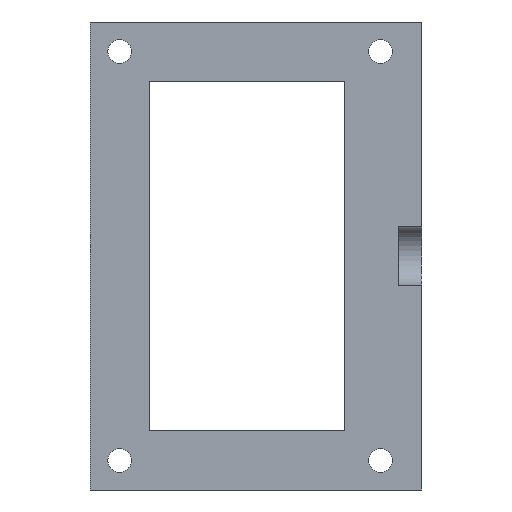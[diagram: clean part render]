
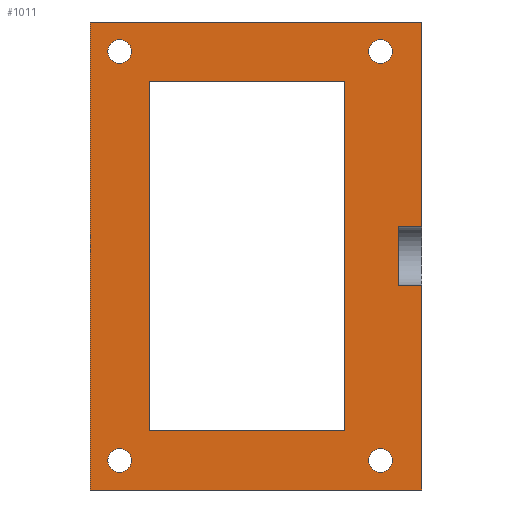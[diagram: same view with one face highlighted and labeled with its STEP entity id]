
A CAD part, left-side view. The second image highlights one B-rep face of the part: STEP entity #1011.
In plain terms, the highlighted planar face has unit normal (-1, 0, 0).
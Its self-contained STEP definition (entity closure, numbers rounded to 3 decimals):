
#25=FACE_BOUND('',#170,.T.);
#26=FACE_BOUND('',#171,.T.);
#27=FACE_BOUND('',#172,.T.);
#28=FACE_BOUND('',#173,.T.);
#29=FACE_BOUND('',#174,.T.);
#69=PLANE('',#1096);
#114=FACE_OUTER_BOUND('',#169,.T.);
#169=EDGE_LOOP('',(#875,#876,#877,#878,#879,#880,#881,#882));
#170=EDGE_LOOP('',(#883,#884,#885,#886));
#171=EDGE_LOOP('',(#887,#888));
#172=EDGE_LOOP('',(#889,#890));
#173=EDGE_LOOP('',(#891,#892));
#174=EDGE_LOOP('',(#893,#894));
#186=LINE('',#1392,#299);
#187=LINE('',#1395,#300);
#188=LINE('',#1397,#301);
#189=LINE('',#1400,#302);
#193=LINE('',#1407,#306);
#203=LINE('',#1460,#316);
#207=LINE('',#1468,#320);
#210=LINE('',#1474,#323);
#213=LINE('',#1479,#326);
#287=LINE('',#1636,#400);
#288=LINE('',#1638,#401);
#289=LINE('',#1639,#402);
#299=VECTOR('',#1119,10.);
#300=VECTOR('',#1122,10.);
#301=VECTOR('',#1125,10.);
#302=VECTOR('',#1128,10.);
#306=VECTOR('',#1132,10.);
#316=VECTOR('',#1180,10.);
#320=VECTOR('',#1186,10.);
#323=VECTOR('',#1191,10.);
#326=VECTOR('',#1196,10.);
#400=VECTOR('',#1342,10.);
#401=VECTOR('',#1343,10.);
#402=VECTOR('',#1344,10.);
#430=CIRCLE('',#1097,2.);
#431=CIRCLE('',#1098,2.);
#432=CIRCLE('',#1099,2.);
#433=CIRCLE('',#1100,2.);
#434=CIRCLE('',#1101,2.);
#435=CIRCLE('',#1102,2.);
#436=CIRCLE('',#1103,2.);
#437=CIRCLE('',#1104,2.);
#438=VERTEX_POINT('',#1388);
#439=VERTEX_POINT('',#1389);
#440=VERTEX_POINT('',#1391);
#441=VERTEX_POINT('',#1393);
#442=VERTEX_POINT('',#1399);
#445=VERTEX_POINT('',#1405);
#468=VERTEX_POINT('',#1458);
#469=VERTEX_POINT('',#1459);
#472=VERTEX_POINT('',#1467);
#474=VERTEX_POINT('',#1473);
#522=VERTEX_POINT('',#1635);
#523=VERTEX_POINT('',#1637);
#524=VERTEX_POINT('',#1640);
#525=VERTEX_POINT('',#1641);
#526=VERTEX_POINT('',#1644);
#527=VERTEX_POINT('',#1645);
#528=VERTEX_POINT('',#1648);
#529=VERTEX_POINT('',#1649);
#530=VERTEX_POINT('',#1652);
#531=VERTEX_POINT('',#1653);
#535=EDGE_CURVE('',#440,#438,#186,.T.);
#537=EDGE_CURVE('',#439,#441,#187,.T.);
#538=EDGE_CURVE('',#441,#440,#188,.T.);
#539=EDGE_CURVE('',#439,#442,#189,.T.);
#543=EDGE_CURVE('',#445,#438,#193,.T.);
#569=EDGE_CURVE('',#468,#469,#203,.T.);
#573=EDGE_CURVE('',#469,#472,#207,.T.);
#576=EDGE_CURVE('',#472,#474,#210,.T.);
#579=EDGE_CURVE('',#474,#468,#213,.T.);
#657=EDGE_CURVE('',#522,#445,#287,.T.);
#658=EDGE_CURVE('',#522,#523,#288,.T.);
#659=EDGE_CURVE('',#523,#442,#289,.T.);
#660=EDGE_CURVE('',#524,#525,#430,.T.);
#661=EDGE_CURVE('',#525,#524,#431,.T.);
#662=EDGE_CURVE('',#526,#527,#432,.T.);
#663=EDGE_CURVE('',#527,#526,#433,.T.);
#664=EDGE_CURVE('',#528,#529,#434,.T.);
#665=EDGE_CURVE('',#529,#528,#435,.T.);
#666=EDGE_CURVE('',#530,#531,#436,.T.);
#667=EDGE_CURVE('',#531,#530,#437,.T.);
#875=ORIENTED_EDGE('',*,*,#535,.T.);
#876=ORIENTED_EDGE('',*,*,#543,.F.);
#877=ORIENTED_EDGE('',*,*,#657,.F.);
#878=ORIENTED_EDGE('',*,*,#658,.T.);
#879=ORIENTED_EDGE('',*,*,#659,.T.);
#880=ORIENTED_EDGE('',*,*,#539,.F.);
#881=ORIENTED_EDGE('',*,*,#537,.T.);
#882=ORIENTED_EDGE('',*,*,#538,.T.);
#883=ORIENTED_EDGE('',*,*,#576,.T.);
#884=ORIENTED_EDGE('',*,*,#579,.T.);
#885=ORIENTED_EDGE('',*,*,#569,.T.);
#886=ORIENTED_EDGE('',*,*,#573,.T.);
#887=ORIENTED_EDGE('',*,*,#660,.T.);
#888=ORIENTED_EDGE('',*,*,#661,.T.);
#889=ORIENTED_EDGE('',*,*,#662,.T.);
#890=ORIENTED_EDGE('',*,*,#663,.T.);
#891=ORIENTED_EDGE('',*,*,#664,.T.);
#892=ORIENTED_EDGE('',*,*,#665,.T.);
#893=ORIENTED_EDGE('',*,*,#666,.T.);
#894=ORIENTED_EDGE('',*,*,#667,.T.);
#1011=ADVANCED_FACE('',(#114,#25,#26,#27,#28,#29),#69,.F.);
#1096=AXIS2_PLACEMENT_3D('',#1634,#1340,#1341);
#1097=AXIS2_PLACEMENT_3D('',#1642,#1345,#1346);
#1098=AXIS2_PLACEMENT_3D('',#1643,#1347,#1348);
#1099=AXIS2_PLACEMENT_3D('',#1646,#1349,#1350);
#1100=AXIS2_PLACEMENT_3D('',#1647,#1351,#1352);
#1101=AXIS2_PLACEMENT_3D('',#1650,#1353,#1354);
#1102=AXIS2_PLACEMENT_3D('',#1651,#1355,#1356);
#1103=AXIS2_PLACEMENT_3D('',#1654,#1357,#1358);
#1104=AXIS2_PLACEMENT_3D('',#1655,#1359,#1360);
#1119=DIRECTION('',(0.,-1.,0.));
#1122=DIRECTION('',(0.,1.,0.));
#1125=DIRECTION('',(0.,0.,1.));
#1128=DIRECTION('',(0.,0.,-1.));
#1132=DIRECTION('',(0.,0.,-1.));
#1180=DIRECTION('',(0.,0.,1.));
#1186=DIRECTION('',(0.,-1.,0.));
#1191=DIRECTION('',(0.,0.,-1.));
#1196=DIRECTION('',(0.,1.,0.));
#1340=DIRECTION('center_axis',(1.,0.,0.));
#1341=DIRECTION('ref_axis',(0.,0.,-1.));
#1342=DIRECTION('',(0.,-1.,0.));
#1343=DIRECTION('',(0.,0.,-1.));
#1344=DIRECTION('',(0.,-1.,0.));
#1345=DIRECTION('center_axis',(1.,0.,0.));
#1346=DIRECTION('ref_axis',(0.,0.,-1.));
#1347=DIRECTION('center_axis',(1.,0.,0.));
#1348=DIRECTION('ref_axis',(0.,0.,-1.));
#1349=DIRECTION('center_axis',(1.,0.,0.));
#1350=DIRECTION('ref_axis',(0.,0.,-1.));
#1351=DIRECTION('center_axis',(1.,0.,0.));
#1352=DIRECTION('ref_axis',(0.,0.,-1.));
#1353=DIRECTION('center_axis',(1.,0.,0.));
#1354=DIRECTION('ref_axis',(0.,0.,-1.));
#1355=DIRECTION('center_axis',(1.,0.,0.));
#1356=DIRECTION('ref_axis',(0.,0.,-1.));
#1357=DIRECTION('center_axis',(1.,0.,0.));
#1358=DIRECTION('ref_axis',(0.,0.,-1.));
#1359=DIRECTION('center_axis',(1.,0.,0.));
#1360=DIRECTION('ref_axis',(0.,0.,-1.));
#1388=CARTESIAN_POINT('',(-2.,49.,50.5));
#1389=CARTESIAN_POINT('',(-2.,49.,40.5));
#1391=CARTESIAN_POINT('',(-2.,53.,50.5));
#1392=CARTESIAN_POINT('',(-2.,49.,50.5));
#1393=CARTESIAN_POINT('',(-2.,53.,40.5));
#1395=CARTESIAN_POINT('',(-2.,49.,40.5));
#1397=CARTESIAN_POINT('',(-2.,53.,45.5));
#1399=CARTESIAN_POINT('',(-2.,49.,6.));
#1400=CARTESIAN_POINT('',(-2.,49.,6.));
#1405=CARTESIAN_POINT('',(-2.,49.,85.));
#1407=CARTESIAN_POINT('',(-2.,49.,6.));
#1458=CARTESIAN_POINT('',(-2.,95.,16.));
#1459=CARTESIAN_POINT('',(-2.,95.,75.));
#1460=CARTESIAN_POINT('',(-2.,95.,60.25));
#1467=CARTESIAN_POINT('',(-2.,62.,75.));
#1468=CARTESIAN_POINT('',(-2.,70.,75.));
#1473=CARTESIAN_POINT('',(-2.,62.,16.));
#1474=CARTESIAN_POINT('',(-2.,62.,30.75));
#1479=CARTESIAN_POINT('',(-2.,86.5,16.));
#1634=CARTESIAN_POINT('Origin',(-2.,78.,45.5));
#1635=CARTESIAN_POINT('',(-2.,105.,85.));
#1636=CARTESIAN_POINT('',(-2.,51.,85.));
#1637=CARTESIAN_POINT('',(-2.,105.,6.));
#1638=CARTESIAN_POINT('',(-2.,105.,85.));
#1639=CARTESIAN_POINT('',(-2.,105.,6.));
#1640=CARTESIAN_POINT('',(-2.,58.,11.));
#1641=CARTESIAN_POINT('',(-2.,56.,13.));
#1642=CARTESIAN_POINT('Origin',(-2.,56.,11.));
#1643=CARTESIAN_POINT('Origin',(-2.,56.,11.));
#1644=CARTESIAN_POINT('',(-2.,98.,11.));
#1645=CARTESIAN_POINT('',(-2.,100.,13.));
#1646=CARTESIAN_POINT('Origin',(-2.,100.,11.));
#1647=CARTESIAN_POINT('Origin',(-2.,100.,11.));
#1648=CARTESIAN_POINT('',(-2.,100.,78.));
#1649=CARTESIAN_POINT('',(-2.,100.,82.));
#1650=CARTESIAN_POINT('Origin',(-2.,100.,80.));
#1651=CARTESIAN_POINT('Origin',(-2.,100.,80.));
#1652=CARTESIAN_POINT('',(-2.,58.,80.));
#1653=CARTESIAN_POINT('',(-2.,56.,82.));
#1654=CARTESIAN_POINT('Origin',(-2.,56.,80.));
#1655=CARTESIAN_POINT('Origin',(-2.,56.,80.));
